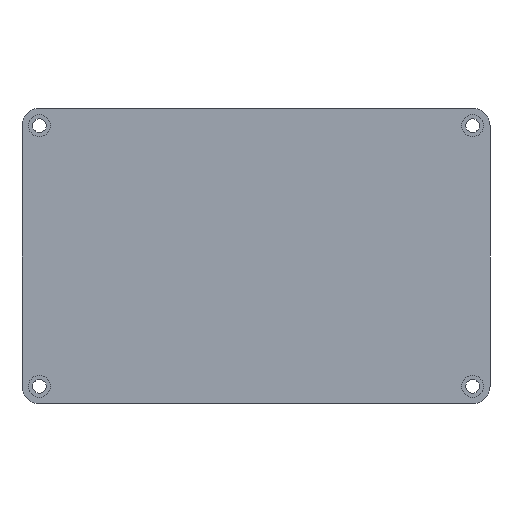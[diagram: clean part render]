
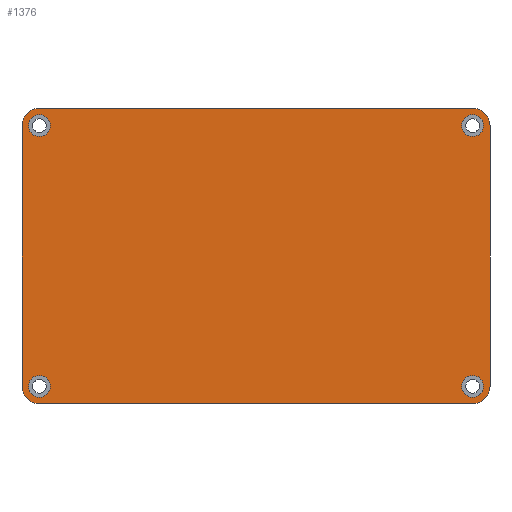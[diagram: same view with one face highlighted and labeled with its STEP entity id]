
A CAD part, front view. The second image highlights one B-rep face of the part: STEP entity #1376.
In plain terms, the highlighted planar face has unit normal (0, -1, 0).
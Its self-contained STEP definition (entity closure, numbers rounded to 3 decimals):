
#41=FACE_BOUND('',#229,.T.);
#42=FACE_BOUND('',#230,.T.);
#43=FACE_BOUND('',#231,.T.);
#44=FACE_BOUND('',#232,.T.);
#57=CIRCLE('',#1427,2.);
#60=CIRCLE('',#1432,2.);
#63=CIRCLE('',#1437,2.);
#66=CIRCLE('',#1442,2.);
#73=CIRCLE('',#1473,3.18);
#74=CIRCLE('',#1475,3.18);
#79=CIRCLE('',#1491,3.18);
#80=CIRCLE('',#1494,3.18);
#150=FACE_OUTER_BOUND('',#228,.T.);
#228=EDGE_LOOP('',(#1243,#1244,#1245,#1246,#1247,#1248,#1249,#1250));
#229=EDGE_LOOP('',(#1251));
#230=EDGE_LOOP('',(#1252));
#231=EDGE_LOOP('',(#1253));
#232=EDGE_LOOP('',(#1254));
#252=LINE('',#1910,#409);
#363=LINE('',#2188,#520);
#386=LINE('',#2252,#543);
#389=LINE('',#2259,#546);
#409=VECTOR('',#1520,10.);
#520=VECTOR('',#1767,10.);
#543=VECTOR('',#1856,10.);
#546=VECTOR('',#1865,10.);
#566=VERTEX_POINT('',#1907);
#567=VERTEX_POINT('',#1909);
#632=VERTEX_POINT('',#2087);
#635=VERTEX_POINT('',#2096);
#638=VERTEX_POINT('',#2105);
#641=VERTEX_POINT('',#2114);
#665=VERTEX_POINT('',#2185);
#666=VERTEX_POINT('',#2187);
#670=VERTEX_POINT('',#2218);
#673=VERTEX_POINT('',#2247);
#674=VERTEX_POINT('',#2251);
#675=VERTEX_POINT('',#2255);
#695=EDGE_CURVE('',#567,#566,#252,.T.);
#785=EDGE_CURVE('',#632,#632,#57,.T.);
#789=EDGE_CURVE('',#635,#635,#60,.T.);
#793=EDGE_CURVE('',#638,#638,#63,.T.);
#797=EDGE_CURVE('',#641,#641,#66,.T.);
#834=EDGE_CURVE('',#666,#665,#363,.T.);
#848=EDGE_CURVE('',#666,#670,#73,.T.);
#850=EDGE_CURVE('',#567,#665,#74,.T.);
#862=EDGE_CURVE('',#673,#566,#79,.T.);
#864=EDGE_CURVE('',#673,#674,#386,.T.);
#866=EDGE_CURVE('',#675,#674,#80,.T.);
#868=EDGE_CURVE('',#675,#670,#389,.T.);
#1243=ORIENTED_EDGE('',*,*,#850,.F.);
#1244=ORIENTED_EDGE('',*,*,#695,.T.);
#1245=ORIENTED_EDGE('',*,*,#862,.F.);
#1246=ORIENTED_EDGE('',*,*,#864,.T.);
#1247=ORIENTED_EDGE('',*,*,#866,.F.);
#1248=ORIENTED_EDGE('',*,*,#868,.T.);
#1249=ORIENTED_EDGE('',*,*,#848,.F.);
#1250=ORIENTED_EDGE('',*,*,#834,.T.);
#1251=ORIENTED_EDGE('',*,*,#785,.T.);
#1252=ORIENTED_EDGE('',*,*,#789,.T.);
#1253=ORIENTED_EDGE('',*,*,#793,.T.);
#1254=ORIENTED_EDGE('',*,*,#797,.T.);
#1306=PLANE('',#1496);
#1376=ADVANCED_FACE('',(#150,#41,#42,#43,#44),#1306,.F.);
#1427=AXIS2_PLACEMENT_3D('',#2088,#1668,#1669);
#1432=AXIS2_PLACEMENT_3D('',#2097,#1679,#1680);
#1437=AXIS2_PLACEMENT_3D('',#2106,#1690,#1691);
#1442=AXIS2_PLACEMENT_3D('',#2115,#1701,#1702);
#1473=AXIS2_PLACEMENT_3D('',#2219,#1807,#1808);
#1475=AXIS2_PLACEMENT_3D('',#2222,#1812,#1813);
#1491=AXIS2_PLACEMENT_3D('',#2248,#1851,#1852);
#1494=AXIS2_PLACEMENT_3D('',#2256,#1860,#1861);
#1496=AXIS2_PLACEMENT_3D('',#2260,#1866,#1867);
#1520=DIRECTION('',(1.,0.,0.));
#1668=DIRECTION('center_axis',(0.,1.,0.));
#1669=DIRECTION('ref_axis',(1.,0.,0.));
#1679=DIRECTION('center_axis',(0.,1.,0.));
#1680=DIRECTION('ref_axis',(1.,0.,0.));
#1690=DIRECTION('center_axis',(0.,1.,0.));
#1691=DIRECTION('ref_axis',(1.,0.,0.));
#1701=DIRECTION('center_axis',(0.,1.,0.));
#1702=DIRECTION('ref_axis',(1.,0.,0.));
#1767=DIRECTION('',(0.,0.,-1.));
#1807=DIRECTION('center_axis',(0.,1.,0.));
#1808=DIRECTION('ref_axis',(-1.,0.,0.));
#1812=DIRECTION('center_axis',(0.,1.,0.));
#1813=DIRECTION('ref_axis',(0.,0.,-1.));
#1851=DIRECTION('center_axis',(0.,1.,0.));
#1852=DIRECTION('ref_axis',(1.,0.,0.));
#1856=DIRECTION('',(0.,0.,1.));
#1860=DIRECTION('center_axis',(0.,1.,0.));
#1861=DIRECTION('ref_axis',(0.,0.,1.));
#1865=DIRECTION('',(-1.,0.,0.));
#1866=DIRECTION('center_axis',(0.,1.,0.));
#1867=DIRECTION('ref_axis',(1.,0.,0.));
#1907=CARTESIAN_POINT('',(82.32,0.,0.));
#1909=CARTESIAN_POINT('',(3.18,0.,0.));
#1910=CARTESIAN_POINT('',(3.18,0.,0.));
#2087=CARTESIAN_POINT('',(1.18,0.,50.82));
#2088=CARTESIAN_POINT('Origin',(3.18,0.,50.82));
#2096=CARTESIAN_POINT('',(80.32,0.,50.82));
#2097=CARTESIAN_POINT('Origin',(82.32,0.,50.82));
#2105=CARTESIAN_POINT('',(1.18,0.,3.18));
#2106=CARTESIAN_POINT('Origin',(3.18,0.,3.18));
#2114=CARTESIAN_POINT('',(80.32,0.,3.18));
#2115=CARTESIAN_POINT('Origin',(82.32,0.,3.18));
#2185=CARTESIAN_POINT('',(0.,0.,3.18));
#2187=CARTESIAN_POINT('',(0.,0.,50.82));
#2188=CARTESIAN_POINT('',(0.,0.,50.82));
#2218=CARTESIAN_POINT('',(3.18,0.,54.));
#2219=CARTESIAN_POINT('Origin',(3.18,0.,50.82));
#2222=CARTESIAN_POINT('Origin',(3.18,0.,3.18));
#2247=CARTESIAN_POINT('',(85.5,0.,3.18));
#2248=CARTESIAN_POINT('Origin',(82.32,0.,3.18));
#2251=CARTESIAN_POINT('',(85.5,0.,50.82));
#2252=CARTESIAN_POINT('',(85.5,0.,3.18));
#2255=CARTESIAN_POINT('',(82.32,0.,54.));
#2256=CARTESIAN_POINT('Origin',(82.32,0.,50.82));
#2259=CARTESIAN_POINT('',(82.32,0.,54.));
#2260=CARTESIAN_POINT('Origin',(42.75,0.,27.));
